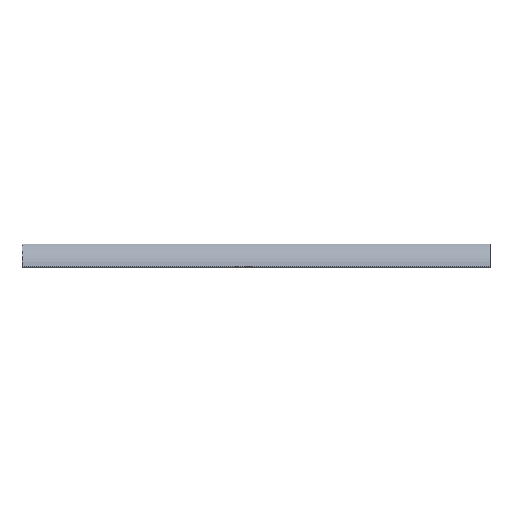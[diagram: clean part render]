
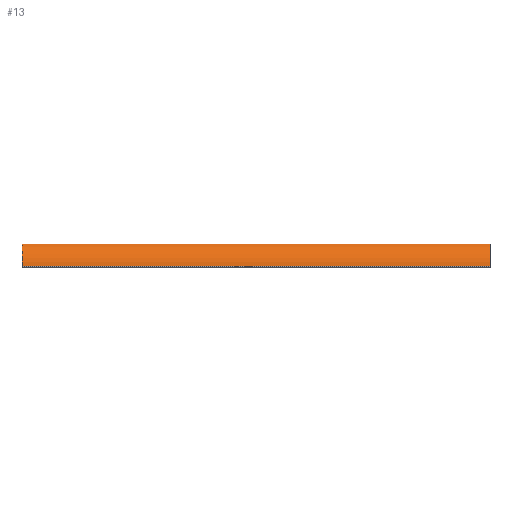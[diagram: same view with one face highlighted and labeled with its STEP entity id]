
A CAD part, top view. The second image highlights one B-rep face of the part: STEP entity #13.
In plain terms, the highlighted cylindrical face has radius 60 mm (diameter 120 mm), a partial arc.
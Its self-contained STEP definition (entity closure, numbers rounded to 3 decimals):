
#13 = ADVANCED_FACE ( 'NONE', ( #2351 ), #2206, .T. ) ;
#173 = EDGE_CURVE ( 'NONE', #2580, #2545, #1254, .T. ) ;
#209 = EDGE_CURVE ( 'NONE', #2562, #2560, #1315, .T. ) ;
#215 = EDGE_CURVE ( 'NONE', #2560, #2545, #1341, .T. ) ;
#232 = EDGE_CURVE ( 'NONE', #2580, #2562, #1373, .T. ) ;
#518 = AXIS2_PLACEMENT_3D ( 'NONE', #2733, #2732, #2731 ) ;
#649 = AXIS2_PLACEMENT_3D ( 'NONE', #3263, #3275, #3276 ) ;
#653 = AXIS2_PLACEMENT_3D ( 'NONE', #3308, #3312, #3313 ) ;
#970 = ORIENTED_EDGE ( 'NONE', *, *, #215, .F. ) ;
#1030 = ORIENTED_EDGE ( 'NONE', *, *, #173, .T. ) ;
#1090 = ORIENTED_EDGE ( 'NONE', *, *, #209, .F. ) ;
#1104 = ORIENTED_EDGE ( 'NONE', *, *, #232, .F. ) ;
#1254 = LINE ( 'NONE', #3176, #1258 ) ;
#1258 = VECTOR ( 'NONE', #3189, 1000. ) ;
#1315 = LINE ( 'NONE', #3252, #1329 ) ;
#1329 = VECTOR ( 'NONE', #3261, 1000. ) ;
#1341 = CIRCLE ( 'NONE', #649, 60. ) ;
#1373 = CIRCLE ( 'NONE', #653, 60. ) ;
#2206 = CYLINDRICAL_SURFACE ( 'NONE', #518, 60. ) ;
#2221 = EDGE_LOOP ( 'NONE', ( #1104, #1030, #970, #1090 ) ) ;
#2351 = FACE_OUTER_BOUND ( 'NONE', #2221, .T. ) ;
#2545 = VERTEX_POINT ( 'NONE', #4007 ) ;
#2560 = VERTEX_POINT ( 'NONE', #4022 ) ;
#2562 = VERTEX_POINT ( 'NONE', #4024 ) ;
#2580 = VERTEX_POINT ( 'NONE', #4042 ) ;
#2731 = DIRECTION ( 'NONE',  ( 0., 0., -1. ) ) ;
#2732 = DIRECTION ( 'NONE',  ( 1., 0., 0. ) ) ;
#2733 = CARTESIAN_POINT ( 'NONE',  ( -1070.522, -20., -34.641 ) ) ;
#3176 = CARTESIAN_POINT ( 'NONE',  ( -1070.522, -16.842, 25.276 ) ) ;
#3189 = DIRECTION ( 'NONE',  ( 1., 0., 0. ) ) ;
#3252 = CARTESIAN_POINT ( 'NONE',  ( -1070.522, 30.311, -1.948 ) ) ;
#3261 = DIRECTION ( 'NONE',  ( 1., 0., 0. ) ) ;
#3263 = CARTESIAN_POINT ( 'NONE',  ( 0., -20., -34.641 ) ) ;
#3275 = DIRECTION ( 'NONE',  ( 1., 0., 0. ) ) ;
#3276 = DIRECTION ( 'NONE',  ( 0., 0., -1. ) ) ;
#3308 = CARTESIAN_POINT ( 'NONE',  ( -1000., -20., -34.641 ) ) ;
#3312 = DIRECTION ( 'NONE',  ( -1., 0., 0. ) ) ;
#3313 = DIRECTION ( 'NONE',  ( 0., 0., -1. ) ) ;
#4007 = CARTESIAN_POINT ( 'NONE',  ( 0., -16.842, 25.276 ) ) ;
#4022 = CARTESIAN_POINT ( 'NONE',  ( 0., 30.311, -1.948 ) ) ;
#4024 = CARTESIAN_POINT ( 'NONE',  ( -1000., 30.311, -1.948 ) ) ;
#4042 = CARTESIAN_POINT ( 'NONE',  ( -1000., -16.842, 25.276 ) ) ;
